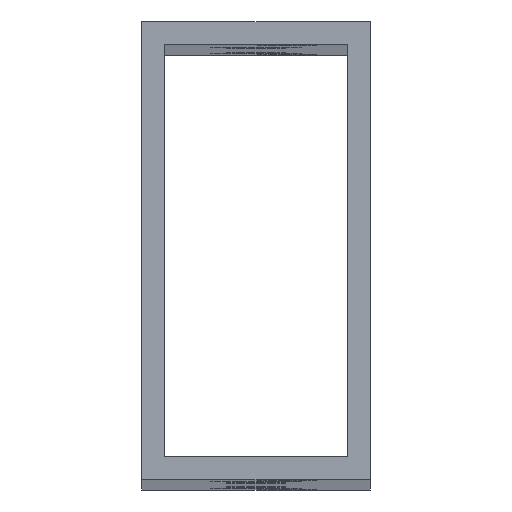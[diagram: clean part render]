
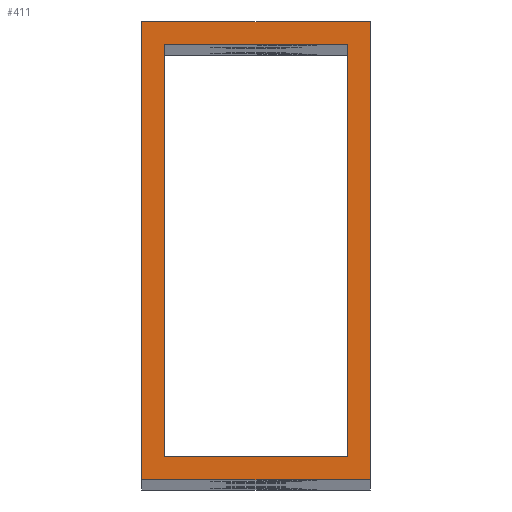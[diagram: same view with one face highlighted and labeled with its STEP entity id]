
A CAD part, top view. The second image highlights one B-rep face of the part: STEP entity #411.
In plain terms, the highlighted planar face has unit normal (0, 0, 1).
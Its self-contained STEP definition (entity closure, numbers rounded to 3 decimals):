
#3 = VECTOR ( 'NONE', #418, 1000. ) ;
#23 = LINE ( 'NONE', #429, #1989 ) ;
#43 = CARTESIAN_POINT ( 'NONE',  ( 0., 38., 258.2 ) ) ;
#47 = EDGE_CURVE ( 'NONE', #828, #1038, #1101, .T. ) ;
#90 = CARTESIAN_POINT ( 'NONE',  ( -387.5, 40., 258.2 ) ) ;
#136 = CARTESIAN_POINT ( 'NONE',  ( -369.5, 40., 258.2 ) ) ;
#137 = VECTOR ( 'NONE', #2222, 1000. ) ;
#148 = EDGE_CURVE ( 'NONE', #960, #1603, #403, .T. ) ;
#211 = CARTESIAN_POINT ( 'NONE',  ( -385.5, 40., 258.2 ) ) ;
#223 = ORIENTED_EDGE ( 'NONE', *, *, #148, .T. ) ;
#224 = EDGE_CURVE ( 'NONE', #960, #2148, #23, .T. ) ;
#237 = CARTESIAN_POINT ( 'NONE',  ( 0., 2., 258.2 ) ) ;
#264 = FACE_BOUND ( 'NONE', #2462, .T. ) ;
#298 = CARTESIAN_POINT ( 'NONE',  ( -385.5, 38., 258.2 ) ) ;
#327 = VERTEX_POINT ( 'NONE', #642 ) ;
#403 = LINE ( 'NONE', #1380, #2569 ) ;
#411 = ADVANCED_FACE ( 'NONE', ( #1298, #264 ), #2101, .F. ) ;
#418 = DIRECTION ( 'NONE',  ( 0., -1., 0. ) ) ;
#429 = CARTESIAN_POINT ( 'NONE',  ( -387.5, 40., 258.2 ) ) ;
#472 = ORIENTED_EDGE ( 'NONE', *, *, #758, .T. ) ;
#492 = ORIENTED_EDGE ( 'NONE', *, *, #2265, .F. ) ;
#510 = VERTEX_POINT ( 'NONE', #1371 ) ;
#582 = VECTOR ( 'NONE', #1495, 1000. ) ;
#642 = CARTESIAN_POINT ( 'NONE',  ( -367.5, 0., 258.2 ) ) ;
#645 = DIRECTION ( 'NONE',  ( 1., 0., 0. ) ) ;
#758 = EDGE_CURVE ( 'NONE', #1603, #327, #1578, .T. ) ;
#828 = VERTEX_POINT ( 'NONE', #298 ) ;
#829 = LINE ( 'NONE', #211, #1562 ) ;
#907 = LINE ( 'NONE', #136, #2144 ) ;
#960 = VERTEX_POINT ( 'NONE', #90 ) ;
#1023 = CARTESIAN_POINT ( 'NONE',  ( -387.5, 0., 258.2 ) ) ;
#1038 = VERTEX_POINT ( 'NONE', #2154 ) ;
#1082 = DIRECTION ( 'NONE',  ( 0., 0., -1. ) ) ;
#1100 = DIRECTION ( 'NONE',  ( 0., -1., 0. ) ) ;
#1101 = LINE ( 'NONE', #43, #582 ) ;
#1200 = ORIENTED_EDGE ( 'NONE', *, *, #1498, .F. ) ;
#1264 = DIRECTION ( 'NONE',  ( 0., -1., 0. ) ) ;
#1298 = FACE_OUTER_BOUND ( 'NONE', #2400, .T. ) ;
#1327 = DIRECTION ( 'NONE',  ( -1., 0., 0. ) ) ;
#1371 = CARTESIAN_POINT ( 'NONE',  ( -385.5, 2., 258.2 ) ) ;
#1380 = CARTESIAN_POINT ( 'NONE',  ( -387.5, 40., 258.2 ) ) ;
#1495 = DIRECTION ( 'NONE',  ( 1., 0., 0. ) ) ;
#1498 = EDGE_CURVE ( 'NONE', #828, #510, #829, .T. ) ;
#1562 = VECTOR ( 'NONE', #1264, 1000. ) ;
#1578 = LINE ( 'NONE', #1023, #137 ) ;
#1603 = VERTEX_POINT ( 'NONE', #2254 ) ;
#1659 = ORIENTED_EDGE ( 'NONE', *, *, #224, .F. ) ;
#1679 = EDGE_CURVE ( 'NONE', #1038, #1734, #907, .T. ) ;
#1734 = VERTEX_POINT ( 'NONE', #2358 ) ;
#1780 = ORIENTED_EDGE ( 'NONE', *, *, #47, .T. ) ;
#1851 = LINE ( 'NONE', #237, #2556 ) ;
#1948 = CARTESIAN_POINT ( 'NONE',  ( -367.5, 40., 258.2 ) ) ;
#1989 = VECTOR ( 'NONE', #2418, 1000. ) ;
#2001 = AXIS2_PLACEMENT_3D ( 'NONE', #2059, #1082, #1327 ) ;
#2059 = CARTESIAN_POINT ( 'NONE',  ( -387.5, 40., 258.2 ) ) ;
#2076 = LINE ( 'NONE', #1948, #3 ) ;
#2101 = PLANE ( 'NONE',  #2001 ) ;
#2144 = VECTOR ( 'NONE', #1100, 1000. ) ;
#2148 = VERTEX_POINT ( 'NONE', #2545 ) ;
#2154 = CARTESIAN_POINT ( 'NONE',  ( -369.5, 38., 258.2 ) ) ;
#2164 = DIRECTION ( 'NONE',  ( 0., -1., 0. ) ) ;
#2222 = DIRECTION ( 'NONE',  ( 1., 0., 0. ) ) ;
#2254 = CARTESIAN_POINT ( 'NONE',  ( -387.5, 0., 258.2 ) ) ;
#2265 = EDGE_CURVE ( 'NONE', #510, #1734, #1851, .T. ) ;
#2354 = ORIENTED_EDGE ( 'NONE', *, *, #2425, .F. ) ;
#2358 = CARTESIAN_POINT ( 'NONE',  ( -369.5, 2., 258.2 ) ) ;
#2400 = EDGE_LOOP ( 'NONE', ( #472, #2354, #1659, #223 ) ) ;
#2418 = DIRECTION ( 'NONE',  ( 1., 0., 0. ) ) ;
#2425 = EDGE_CURVE ( 'NONE', #2148, #327, #2076, .T. ) ;
#2462 = EDGE_LOOP ( 'NONE', ( #492, #1200, #1780, #2532 ) ) ;
#2532 = ORIENTED_EDGE ( 'NONE', *, *, #1679, .T. ) ;
#2545 = CARTESIAN_POINT ( 'NONE',  ( -367.5, 40., 258.2 ) ) ;
#2556 = VECTOR ( 'NONE', #645, 1000. ) ;
#2569 = VECTOR ( 'NONE', #2164, 1000. ) ;
